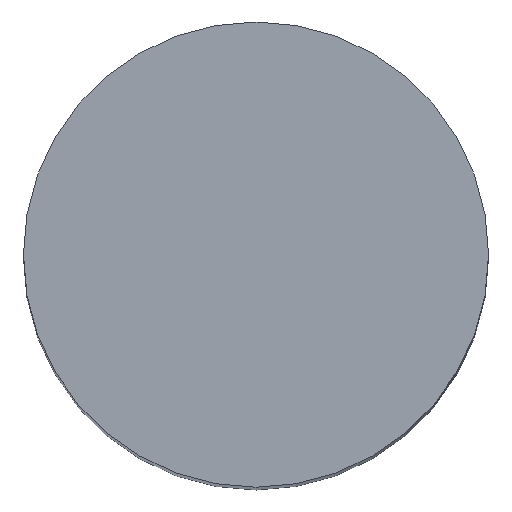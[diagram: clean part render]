
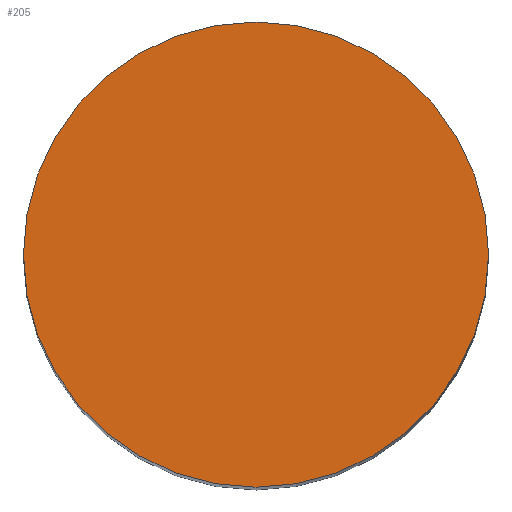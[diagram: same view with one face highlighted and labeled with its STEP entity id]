
A CAD part, top view. The second image highlights one B-rep face of the part: STEP entity #205.
In plain terms, the highlighted planar face has unit normal (0, 0, 1).
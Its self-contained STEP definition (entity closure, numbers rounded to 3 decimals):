
#205=ADVANCED_FACE('240[2]',(#403),#404,.T.);
#226=EDGE_CURVE('240[2]',#428,#428,#429,.T.);
#403=FACE_OUTER_BOUND('',#763,.T.);
#404=PLANE('',#764);
#428=VERTEX_POINT('',#800);
#429=CIRCLE('',#801,5.);
#763=EDGE_LOOP('',(#972));
#764=AXIS2_PLACEMENT_3D('',#973,#974,#975);
#800=CARTESIAN_POINT('',(-5.0,0.,0.));
#801=AXIS2_PLACEMENT_3D('',#1009,#1010,#1011);
#972=ORIENTED_EDGE('',*,*,#226,.F.);
#973=CARTESIAN_POINT('',(-2.5,0.,0.));
#974=DIRECTION('',(0.,0.,1.0));
#975=DIRECTION('',(-1.0,0.,0.0));
#1009=CARTESIAN_POINT('',(0.,0.,0.));
#1010=DIRECTION('',(0.,0.,-1.0));
#1011=DIRECTION('',(-1.0,0.,0.));
